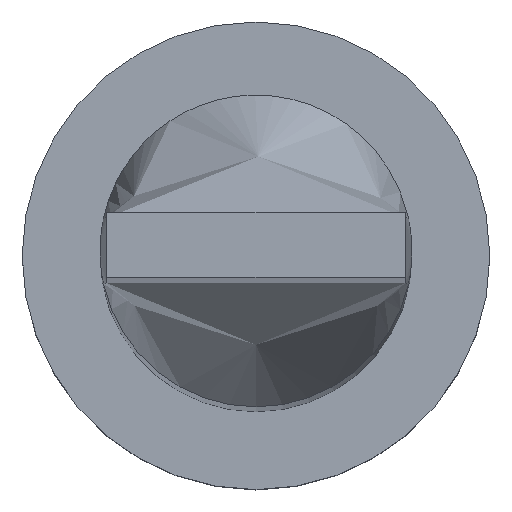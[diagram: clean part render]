
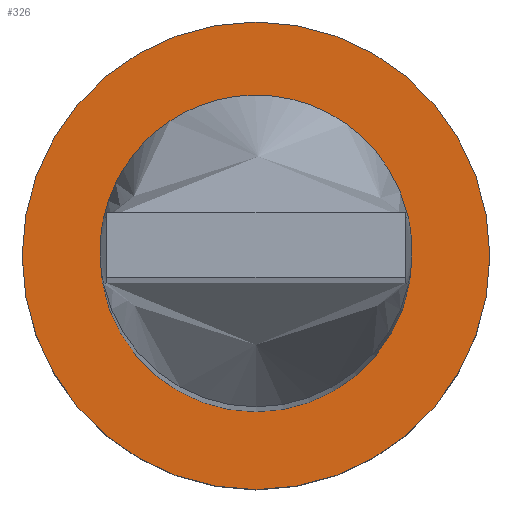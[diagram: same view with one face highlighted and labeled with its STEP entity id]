
A CAD part, top view. The second image highlights one B-rep face of the part: STEP entity #326.
In plain terms, the highlighted planar face has unit normal (0, 0, 1).
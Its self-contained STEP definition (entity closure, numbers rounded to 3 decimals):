
#10 = DIRECTION ( 'NONE',  ( 1., 0., 0. ) ) ;
#18 = CARTESIAN_POINT ( 'NONE',  ( -9., 0., 7. ) ) ;
#19 = DIRECTION ( 'NONE',  ( 0., 0., 1. ) ) ;
#29 = CARTESIAN_POINT ( 'NONE',  ( 0., 0., 7. ) ) ;
#39 = EDGE_CURVE ( 'NONE', #209, #418, #491, .T. ) ;
#52 = AXIS2_PLACEMENT_3D ( 'NONE', #158, #530, #10 ) ;
#68 = VERTEX_POINT ( 'NONE', #532 ) ;
#70 = ORIENTED_EDGE ( 'NONE', *, *, #547, .T. ) ;
#98 = DIRECTION ( 'NONE',  ( 0., 0., 1. ) ) ;
#105 = AXIS2_PLACEMENT_3D ( 'NONE', #398, #403, #585 ) ;
#112 = AXIS2_PLACEMENT_3D ( 'NONE', #29, #259, #407 ) ;
#124 = ORIENTED_EDGE ( 'NONE', *, *, #137, .F. ) ;
#127 = ORIENTED_EDGE ( 'NONE', *, *, #500, .F. ) ;
#137 = EDGE_CURVE ( 'NONE', #68, #578, #361, .T. ) ;
#148 = DIRECTION ( 'NONE',  ( 1., 0., 0. ) ) ;
#150 = CARTESIAN_POINT ( 'NONE',  ( 0., 0., 7. ) ) ;
#158 = CARTESIAN_POINT ( 'NONE',  ( 0., 0., 7. ) ) ;
#184 = AXIS2_PLACEMENT_3D ( 'NONE', #150, #19, #330 ) ;
#209 = VERTEX_POINT ( 'NONE', #18 ) ;
#229 = PLANE ( 'NONE',  #450 ) ;
#256 = EDGE_LOOP ( 'NONE', ( #127, #124 ) ) ;
#259 = DIRECTION ( 'NONE',  ( 0., 0., 1. ) ) ;
#312 = CIRCLE ( 'NONE', #105, 6. ) ;
#326 = ADVANCED_FACE ( 'NONE', ( #559, #506 ), #229, .T. ) ;
#330 = DIRECTION ( 'NONE',  ( 1., 0., 0. ) ) ;
#341 = CARTESIAN_POINT ( 'NONE',  ( 9., 0., 7. ) ) ;
#361 = CIRCLE ( 'NONE', #52, 6. ) ;
#367 = ORIENTED_EDGE ( 'NONE', *, *, #39, .T. ) ;
#380 = EDGE_LOOP ( 'NONE', ( #367, #70 ) ) ;
#393 = CARTESIAN_POINT ( 'NONE',  ( -6., 0., 7. ) ) ;
#398 = CARTESIAN_POINT ( 'NONE',  ( 0., 0., 7. ) ) ;
#403 = DIRECTION ( 'NONE',  ( 0., 0., 1. ) ) ;
#407 = DIRECTION ( 'NONE',  ( 1., 0., 0. ) ) ;
#418 = VERTEX_POINT ( 'NONE', #341 ) ;
#450 = AXIS2_PLACEMENT_3D ( 'NONE', #563, #98, #148 ) ;
#491 = CIRCLE ( 'NONE', #112, 9. ) ;
#500 = EDGE_CURVE ( 'NONE', #578, #68, #312, .T. ) ;
#504 = CIRCLE ( 'NONE', #184, 9. ) ;
#506 = FACE_OUTER_BOUND ( 'NONE', #380, .T. ) ;
#530 = DIRECTION ( 'NONE',  ( 0., 0., 1. ) ) ;
#532 = CARTESIAN_POINT ( 'NONE',  ( 6., 0., 7. ) ) ;
#547 = EDGE_CURVE ( 'NONE', #418, #209, #504, .T. ) ;
#559 = FACE_BOUND ( 'NONE', #256, .T. ) ;
#563 = CARTESIAN_POINT ( 'NONE',  ( 0., 0., 7. ) ) ;
#578 = VERTEX_POINT ( 'NONE', #393 ) ;
#585 = DIRECTION ( 'NONE',  ( 1., 0., 0. ) ) ;
